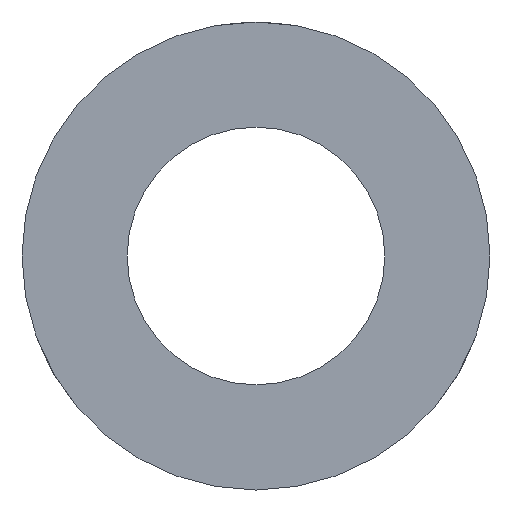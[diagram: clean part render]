
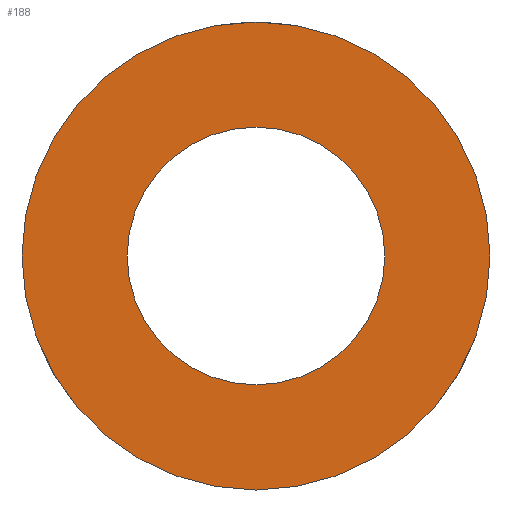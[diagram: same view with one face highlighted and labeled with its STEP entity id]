
A CAD part, left-side view. The second image highlights one B-rep face of the part: STEP entity #188.
In plain terms, the highlighted planar face has unit normal (-1, 0, 0).
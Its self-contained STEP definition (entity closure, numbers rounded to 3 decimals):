
#23=FACE_BOUND('',#59,.T.);
#26=PLANE('',#217);
#27=CIRCLE('',#206,24.5);
#32=CIRCLE('',#216,44.5);
#41=FACE_OUTER_BOUND('',#58,.T.);
#58=EDGE_LOOP('',(#172));
#59=EDGE_LOOP('',(#173));
#92=VERTEX_POINT('',#414);
#101=VERTEX_POINT('',#508);
#112=EDGE_CURVE('',#92,#92,#27,.T.);
#125=EDGE_CURVE('',#101,#101,#32,.T.);
#172=ORIENTED_EDGE('',*,*,#125,.T.);
#173=ORIENTED_EDGE('',*,*,#112,.T.);
#188=ADVANCED_FACE('',(#41,#23),#26,.T.);
#206=AXIS2_PLACEMENT_3D('',#415,#228,#229);
#216=AXIS2_PLACEMENT_3D('',#510,#252,#253);
#217=AXIS2_PLACEMENT_3D('',#511,#254,#255);
#228=DIRECTION('center_axis',(1.,0.,0.));
#229=DIRECTION('ref_axis',(0.,-1.,0.));
#252=DIRECTION('center_axis',(-1.,0.,0.));
#253=DIRECTION('ref_axis',(0.,-1.,0.));
#254=DIRECTION('center_axis',(-1.,0.,0.));
#255=DIRECTION('ref_axis',(0.,-1.,0.));
#414=CARTESIAN_POINT('',(96.,88.178,159.894));
#415=CARTESIAN_POINT('Origin',(96.,63.678,159.894));
#508=CARTESIAN_POINT('',(96.,108.178,159.894));
#510=CARTESIAN_POINT('Origin',(96.,63.678,159.894));
#511=CARTESIAN_POINT('Origin',(96.,63.678,159.894));
